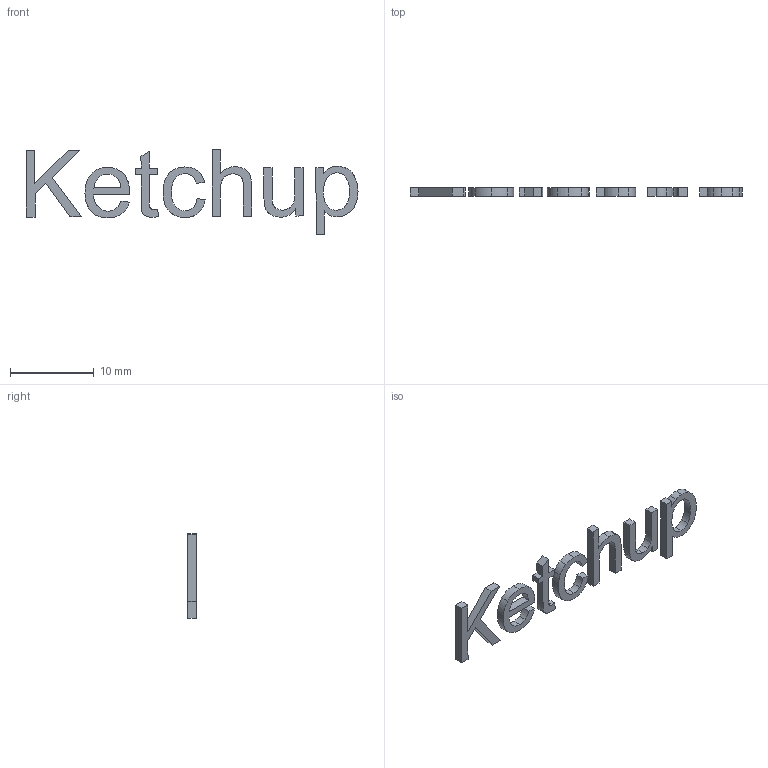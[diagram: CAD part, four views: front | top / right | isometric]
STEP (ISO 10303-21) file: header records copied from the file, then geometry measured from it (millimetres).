
FILE_DESCRIPTION(/* description */ (''),/* implementation_level */ '2;1');
FILE_NAME(/* name */ 'Component1.stp',/* time_stamp */ '2025-09-12T00:17:18+02:00',/* author */ (''),/* organization */ (''),/* preprocessor_version */ 'ST-DEVELOPER v20.1',/* originating_system */ 'Autodesk Translation Framework v14.10.0.0',/* authorisation */ '');
FILE_SCHEMA (('AUTOMOTIVE_DESIGN { 1 0 10303 214 3 1 1 }'));
Length unit declared in the file: millimetre
Products named in the file (1): FusionComponent
Bounding box: 39.76 x 1 x 10.17 mm (x, y, z)
Volume: 104.5 mm3; surface area: 441.9 mm2
Topology: 7 solids, 7 shells, 144 faces, 390 edges, 260 vertices
Faces by surface type: bspline 80, plane 64
Entity records: 4629 total; most frequent: CARTESIAN_POINT 1515, ORIENTED_EDGE 780, EDGE_CURVE 390, DIRECTION 360, VERTEX_POINT 260, LINE 230, VECTOR 230, B_SPLINE_CURVE_WITH_KNOTS 160
